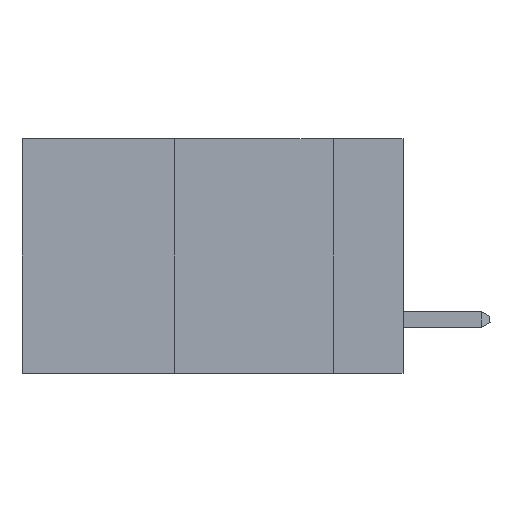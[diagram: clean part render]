
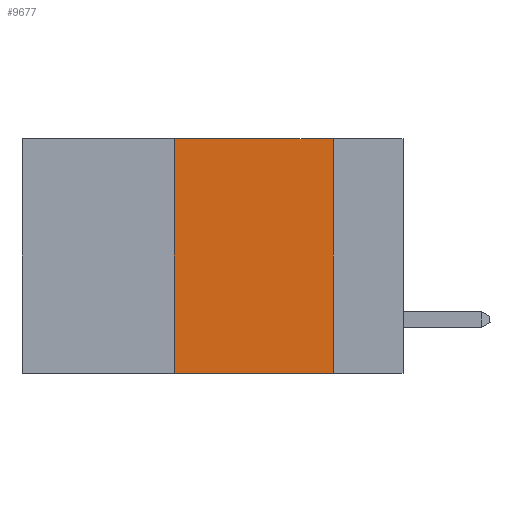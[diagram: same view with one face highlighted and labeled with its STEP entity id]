
A CAD part, left-side view. The second image highlights one B-rep face of the part: STEP entity #9677.
In plain terms, the highlighted planar face has unit normal (-1, 0, 0).
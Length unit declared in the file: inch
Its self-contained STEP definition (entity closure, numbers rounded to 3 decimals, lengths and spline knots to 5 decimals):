
#390 = AXIS2_PLACEMENT_3D ( 'NONE', #10703, #7711, #18810 ) ;
#804 = DIRECTION ( 'NONE',  ( 0., -1., 0. ) ) ;
#813 = VERTEX_POINT ( 'NONE', #14488 ) ;
#934 = LINE ( 'NONE', #10018, #14369 ) ;
#1190 = EDGE_CURVE ( 'NONE', #813, #10020, #7194, .T. ) ;
#1617 = ORIENTED_EDGE ( 'NONE', *, *, #7843, .T. ) ;
#2493 = EDGE_CURVE ( 'NONE', #19473, #14680, #934, .T. ) ;
#3084 = DIRECTION ( 'NONE',  ( 0., 0., 1. ) ) ;
#3207 = VECTOR ( 'NONE', #3084, 39.37008 ) ;
#3980 = CARTESIAN_POINT ( 'NONE',  ( 0., 0.6, 0. ) ) ;
#4036 = EDGE_LOOP ( 'NONE', ( #7557, #17532, #13764, #1617 ) ) ;
#4490 = CARTESIAN_POINT ( 'NONE',  ( 0., 0.36, 0. ) ) ;
#5048 = CARTESIAN_POINT ( 'NONE',  ( 0., 0.11, 0. ) ) ;
#5074 = CARTESIAN_POINT ( 'NONE',  ( 0., 0.36, 0. ) ) ;
#7194 = LINE ( 'NONE', #4490, #3207 ) ;
#7557 = ORIENTED_EDGE ( 'NONE', *, *, #2493, .F. ) ;
#7664 = VECTOR ( 'NONE', #804, 39.37008 ) ;
#7711 = DIRECTION ( 'NONE',  ( 1., 0., 0. ) ) ;
#7843 = EDGE_CURVE ( 'NONE', #813, #14680, #11385, .T. ) ;
#8286 = LINE ( 'NONE', #3980, #9815 ) ;
#9677 = ADVANCED_FACE ( 'NONE', ( #10317 ), #17241, .F. ) ;
#9815 = VECTOR ( 'NONE', #11981, 39.37008 ) ;
#10018 = CARTESIAN_POINT ( 'NONE',  ( 0., 0.11, 0. ) ) ;
#10020 = VERTEX_POINT ( 'NONE', #5074 ) ;
#10317 = FACE_OUTER_BOUND ( 'NONE', #4036, .T. ) ;
#10703 = CARTESIAN_POINT ( 'NONE',  ( 0., 0.6, 0. ) ) ;
#11385 = LINE ( 'NONE', #16318, #7664 ) ;
#11981 = DIRECTION ( 'NONE',  ( 0., -1., 0. ) ) ;
#13764 = ORIENTED_EDGE ( 'NONE', *, *, #1190, .F. ) ;
#14141 = CARTESIAN_POINT ( 'NONE',  ( 0., 0.11, -0.37 ) ) ;
#14369 = VECTOR ( 'NONE', #16308, 39.37008 ) ;
#14488 = CARTESIAN_POINT ( 'NONE',  ( 0., 0.36, -0.37 ) ) ;
#14680 = VERTEX_POINT ( 'NONE', #14141 ) ;
#15010 = EDGE_CURVE ( 'NONE', #10020, #19473, #8286, .T. ) ;
#16308 = DIRECTION ( 'NONE',  ( 0., 0., -1. ) ) ;
#16318 = CARTESIAN_POINT ( 'NONE',  ( 0., 0.6, -0.37 ) ) ;
#17241 = PLANE ( 'NONE',  #390 ) ;
#17532 = ORIENTED_EDGE ( 'NONE', *, *, #15010, .F. ) ;
#18810 = DIRECTION ( 'NONE',  ( 0., 0., -1. ) ) ;
#19473 = VERTEX_POINT ( 'NONE', #5048 ) ;
